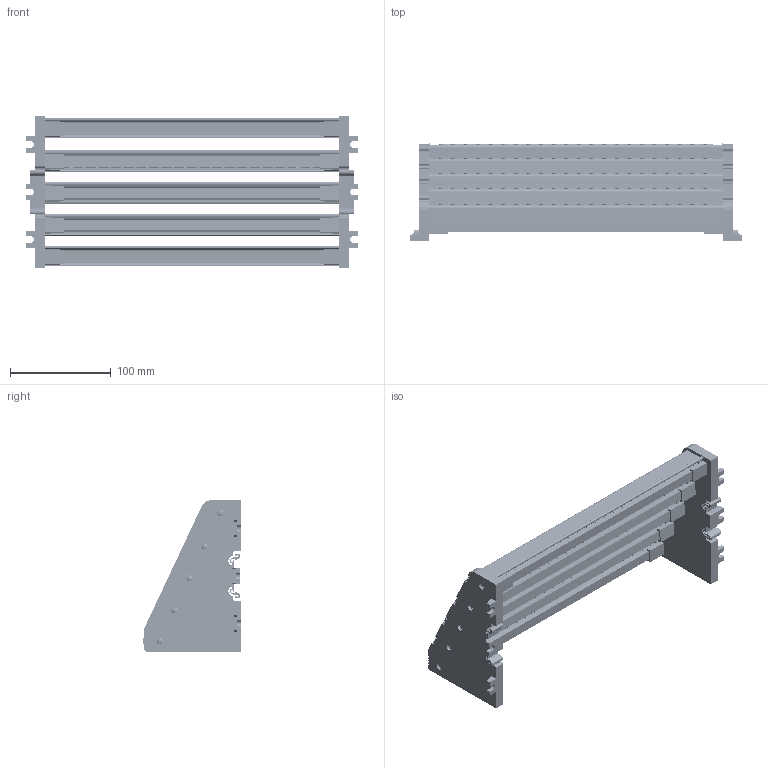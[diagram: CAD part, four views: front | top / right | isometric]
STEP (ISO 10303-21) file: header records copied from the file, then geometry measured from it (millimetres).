
FILE_DESCRIPTION (( 'STEP AP203' ), '1' );
FILE_NAME ('10x15 Beþ Kutuplu Daðýtýcý Ünite - 22 Delikli.STEP', '2019-01-22T13:27:16', ( '' ), ( '' ), 'SwSTEP 2.0', 'SolidWorks 2011', '' );
FILE_SCHEMA (( 'CONFIG_CONTROL_DESIGN' ));
Products named in the file (1): 10x15 Beþ Kutuplu Daðýtýcý Ünite - 22 Delikli
Bounding box: 329 x 96.66 x 150 mm (x, y, z)
Volume: 527834.7 mm3; surface area: 320235.2 mm2
Topology: 1 solids, 11 shells, 7486 faces, 19963 edges, 12844 vertices
Faces by surface type: plane 3391, cylinder 1665, bspline 1660, cone 770
Entity records: 267908 total; most frequent: CARTESIAN_POINT 88426, ORIENTED_EDGE 39896, DIRECTION 34998, EDGE_CURVE 19948, VERTEX_POINT 12844, AXIS2_PLACEMENT_3D 12441, VECTOR 10116, LINE 10116
